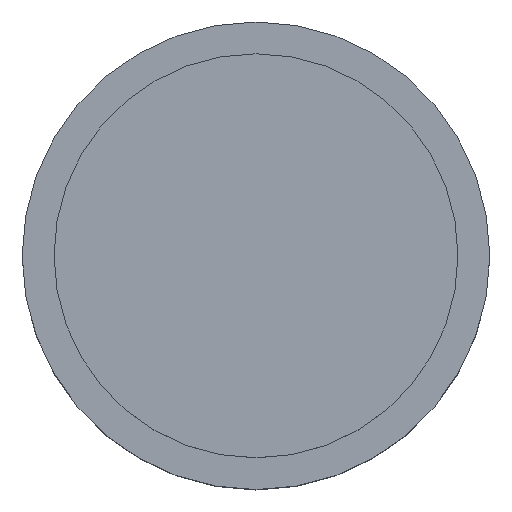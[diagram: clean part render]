
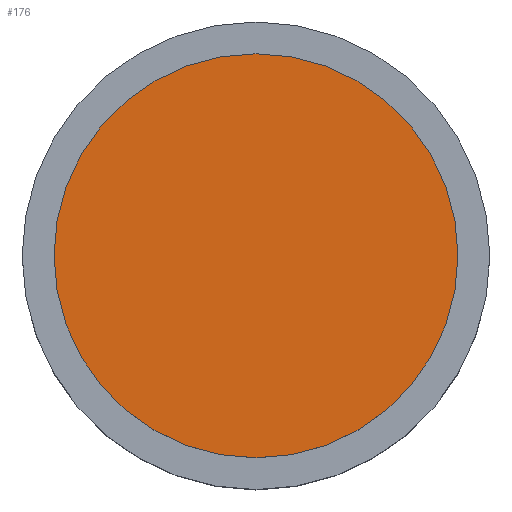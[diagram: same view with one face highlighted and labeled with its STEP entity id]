
A CAD part, top view. The second image highlights one B-rep face of the part: STEP entity #176.
In plain terms, the highlighted planar face has unit normal (0, 0, 1).
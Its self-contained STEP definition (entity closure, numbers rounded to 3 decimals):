
#106 = VERTEX_POINT('',#107);
#107 = CARTESIAN_POINT('',(4.19,0.,5.));
#113 = EDGE_CURVE('',#106,#106,#114,.T.);
#114 = CIRCLE('',#115,4.19);
#115 = AXIS2_PLACEMENT_3D('',#116,#117,#118);
#116 = CARTESIAN_POINT('',(0.,0.,5.));
#117 = DIRECTION('',(0.,0.,1.));
#118 = DIRECTION('',(1.,0.,0.));
#176 = ADVANCED_FACE('',(#177),#180,.T.);
#177 = FACE_BOUND('',#178,.T.);
#178 = EDGE_LOOP('',(#179));
#179 = ORIENTED_EDGE('',*,*,#113,.T.);
#180 = PLANE('',#181);
#181 = AXIS2_PLACEMENT_3D('',#182,#183,#184);
#182 = CARTESIAN_POINT('',(0.,0.,5.));
#183 = DIRECTION('',(0.,0.,1.));
#184 = DIRECTION('',(1.,0.,0.));
